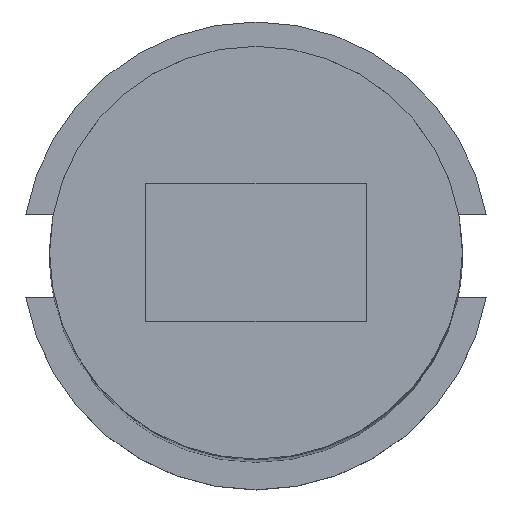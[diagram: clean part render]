
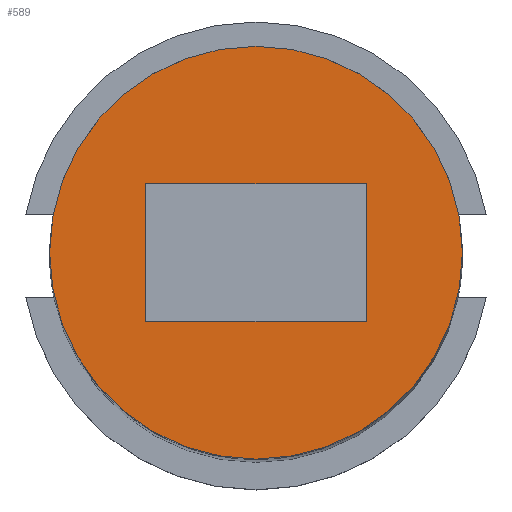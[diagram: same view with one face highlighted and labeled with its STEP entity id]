
A CAD part, top view. The second image highlights one B-rep face of the part: STEP entity #589.
In plain terms, the highlighted planar face has unit normal (0, 0, 1).
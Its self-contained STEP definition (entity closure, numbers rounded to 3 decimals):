
#1 = VECTOR ( 'NONE', #614, 1000. ) ;
#3 = VECTOR ( 'NONE', #653, 1000. ) ;
#10 = CARTESIAN_POINT ( 'NONE',  ( -6.667, 4.171, 93.533 ) ) ;
#19 = FACE_BOUND ( 'NONE', #745, .T. ) ;
#24 = ORIENTED_EDGE ( 'NONE', *, *, #678, .F. ) ;
#51 = DIRECTION ( 'NONE',  ( 0., 0., 1. ) ) ;
#58 = ORIENTED_EDGE ( 'NONE', *, *, #294, .F. ) ;
#85 = CIRCLE ( 'NONE', #193, 12.5 ) ;
#87 = EDGE_LOOP ( 'NONE', ( #297, #210 ) ) ;
#89 = LINE ( 'NONE', #159, #131 ) ;
#125 = ORIENTED_EDGE ( 'NONE', *, *, #398, .F. ) ;
#131 = VECTOR ( 'NONE', #566, 1000. ) ;
#147 = DIRECTION ( 'NONE',  ( 0., 0., 1. ) ) ;
#151 = VERTEX_POINT ( 'NONE', #10 ) ;
#159 = CARTESIAN_POINT ( 'NONE',  ( -6.667, -4.162, 93.533 ) ) ;
#179 = DIRECTION ( 'NONE',  ( 1., 0., 0. ) ) ;
#191 = LINE ( 'NONE', #744, #1 ) ;
#193 = AXIS2_PLACEMENT_3D ( 'NONE', #389, #581, #179 ) ;
#210 = ORIENTED_EDGE ( 'NONE', *, *, #736, .T. ) ;
#257 = CARTESIAN_POINT ( 'NONE',  ( 6.667, 4.171, 93.533 ) ) ;
#279 = FACE_OUTER_BOUND ( 'NONE', #87, .T. ) ;
#294 = EDGE_CURVE ( 'NONE', #750, #815, #727, .T. ) ;
#297 = ORIENTED_EDGE ( 'NONE', *, *, #326, .T. ) ;
#301 = CARTESIAN_POINT ( 'NONE',  ( -6.667, -4.162, 93.533 ) ) ;
#314 = CARTESIAN_POINT ( 'NONE',  ( 6.667, 4.171, 93.533 ) ) ;
#326 = EDGE_CURVE ( 'NONE', #672, #843, #499, .T. ) ;
#376 = DIRECTION ( 'NONE',  ( 0., -1., 0. ) ) ;
#389 = CARTESIAN_POINT ( 'NONE',  ( 0., 0.005, 93.533 ) ) ;
#398 = EDGE_CURVE ( 'NONE', #815, #151, #191, .T. ) ;
#401 = CARTESIAN_POINT ( 'NONE',  ( 12.5, 0.005, 93.533 ) ) ;
#406 = AXIS2_PLACEMENT_3D ( 'NONE', #855, #51, #593 ) ;
#499 = CIRCLE ( 'NONE', #406, 12.5 ) ;
#548 = PLANE ( 'NONE',  #597 ) ;
#561 = EDGE_CURVE ( 'NONE', #669, #750, #89, .T. ) ;
#566 = DIRECTION ( 'NONE',  ( 1., 0., 0. ) ) ;
#581 = DIRECTION ( 'NONE',  ( 0., 0., 1. ) ) ;
#583 = CARTESIAN_POINT ( 'NONE',  ( -6.667, 4.171, 93.533 ) ) ;
#584 = ORIENTED_EDGE ( 'NONE', *, *, #561, .F. ) ;
#589 = ADVANCED_FACE ( 'NONE', ( #19, #279 ), #548, .T. ) ;
#593 = DIRECTION ( 'NONE',  ( 1., 0., 0. ) ) ;
#597 = AXIS2_PLACEMENT_3D ( 'NONE', #818, #147, #623 ) ;
#614 = DIRECTION ( 'NONE',  ( -1., 0., 0. ) ) ;
#623 = DIRECTION ( 'NONE',  ( 1., 0., 0. ) ) ;
#653 = DIRECTION ( 'NONE',  ( 0., 1., 0. ) ) ;
#669 = VERTEX_POINT ( 'NONE', #301 ) ;
#672 = VERTEX_POINT ( 'NONE', #847 ) ;
#678 = EDGE_CURVE ( 'NONE', #151, #669, #842, .T. ) ;
#717 = VECTOR ( 'NONE', #376, 1000. ) ;
#727 = LINE ( 'NONE', #257, #3 ) ;
#736 = EDGE_CURVE ( 'NONE', #843, #672, #85, .T. ) ;
#744 = CARTESIAN_POINT ( 'NONE',  ( -6.667, 4.171, 93.533 ) ) ;
#745 = EDGE_LOOP ( 'NONE', ( #584, #24, #125, #58 ) ) ;
#750 = VERTEX_POINT ( 'NONE', #849 ) ;
#815 = VERTEX_POINT ( 'NONE', #314 ) ;
#818 = CARTESIAN_POINT ( 'NONE',  ( 0., 0.005, 93.533 ) ) ;
#842 = LINE ( 'NONE', #583, #717 ) ;
#843 = VERTEX_POINT ( 'NONE', #401 ) ;
#847 = CARTESIAN_POINT ( 'NONE',  ( -12.5, 0.005, 93.533 ) ) ;
#849 = CARTESIAN_POINT ( 'NONE',  ( 6.667, -4.162, 93.533 ) ) ;
#855 = CARTESIAN_POINT ( 'NONE',  ( 0., 0.005, 93.533 ) ) ;
